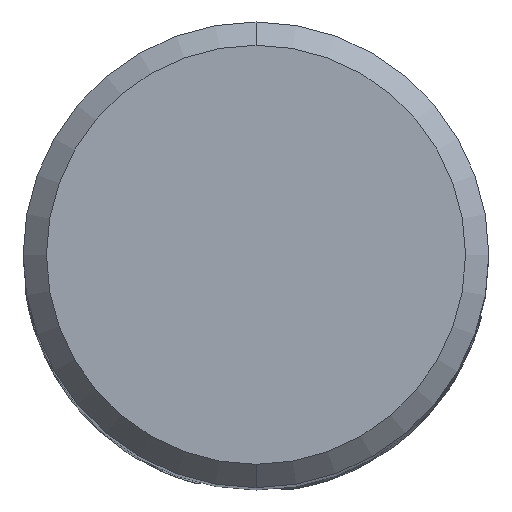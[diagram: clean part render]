
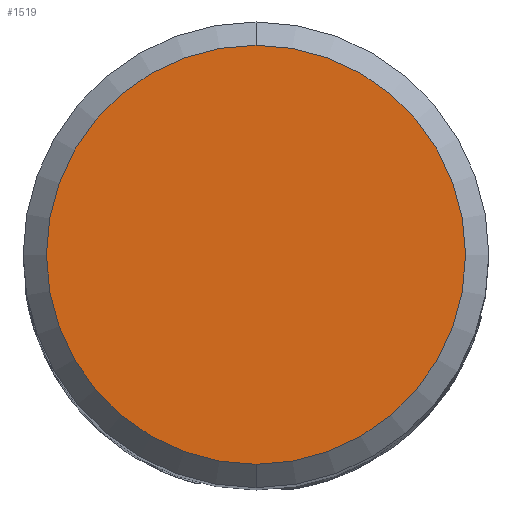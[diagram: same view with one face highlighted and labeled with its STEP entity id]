
A CAD part, top view. The second image highlights one B-rep face of the part: STEP entity #1519.
In plain terms, the highlighted planar face has unit normal (0, 0, 1).
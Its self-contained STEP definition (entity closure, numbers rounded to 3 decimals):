
#679=EDGE_CURVE('',#1479,#1119,#1791,.T.);
#693=EDGE_CURVE('',#1119,#1479,#1807,.T.);
#1119=VERTEX_POINT('',#2276);
#1479=VERTEX_POINT('',#2671);
#1519=ADVANCED_FACE('',(#2714),#2715,.T.);
#1791=CIRCLE('',#3817,7.2);
#1807=CIRCLE('',#3862,7.2);
#2276=CARTESIAN_POINT('',(0.0,7.2,0.0));
#2671=CARTESIAN_POINT('',(0.,-7.2,0.0));
#2714=FACE_OUTER_BOUND('',#11092,.T.);
#2715=PLANE('',#11093);
#3817=AXIS2_PLACEMENT_3D('',#11810,#11811,#11812);
#3862=AXIS2_PLACEMENT_3D('',#11829,#11830,#11831);
#11092=EDGE_LOOP('',(#12758,#12759));
#11093=AXIS2_PLACEMENT_3D('',#12760,#12761,#12762);
#11810=CARTESIAN_POINT('',(0.0,0.0,0.0));
#11811=DIRECTION('',(0.0,0.0,-1.0));
#11812=DIRECTION('',(0.0,1.0,0.0));
#11829=CARTESIAN_POINT('',(0.0,0.0,0.0));
#11830=DIRECTION('',(0.0,0.0,-1.0));
#11831=DIRECTION('',(0.0,1.0,0.0));
#12758=ORIENTED_EDGE('',*,*,#693,.F.);
#12759=ORIENTED_EDGE('',*,*,#679,.F.);
#12760=CARTESIAN_POINT('',(0.0,3.6,0.0));
#12761=DIRECTION('',(-0.0,0.0,1.0));
#12762=DIRECTION('',(0.0,-1.0,0.0));
